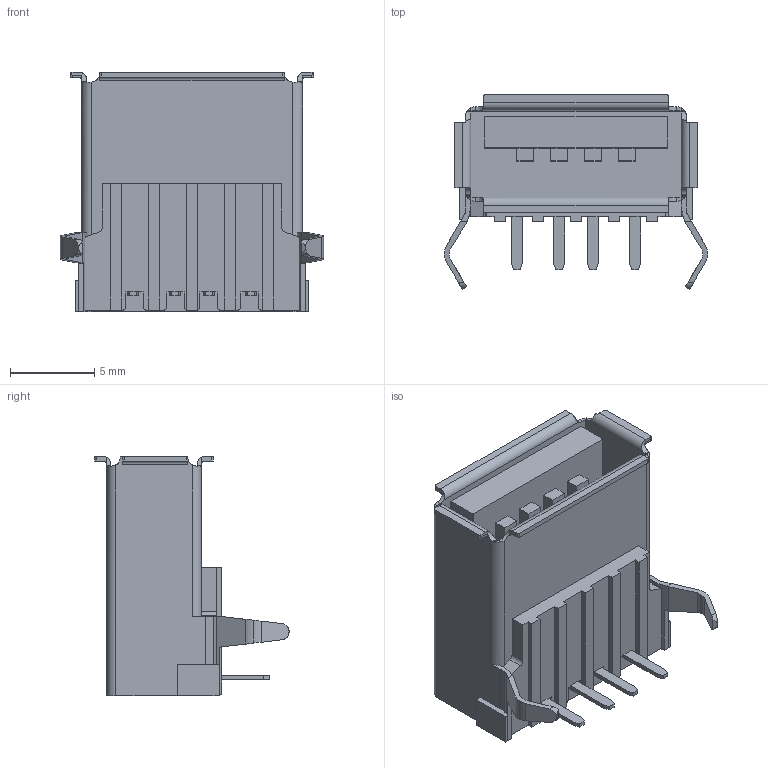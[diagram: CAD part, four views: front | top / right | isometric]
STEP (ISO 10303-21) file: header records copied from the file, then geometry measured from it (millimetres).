
FILE_DESCRIPTION(('STEP AP214'),'1');
FILE_NAME('usb_a-usbsa.stp','2020-03-14T03:37:34',('TraceParts'),('TraceParts S.A.'),'Spatial InterOp 3D',' ',' ');
FILE_SCHEMA(('AUTOMOTIVE_DESIGN { 1 0 10303 214 1 1 1 1 }'));
Length unit declared in the file: millimetre
Products named in the file (1): usb_a-usbsa
Bounding box: 15.6 x 11.5 x 14.2 mm (x, y, z)
Volume: 557.1 mm3; surface area: 1727.1 mm2
Topology: 1 solids, 1 shells, 281 faces, 832 edges, 554 vertices
Faces by surface type: plane 199, cylinder 82
Entity records: 11810 total; most frequent: CARTESIAN_POINT 1878, ORIENTED_EDGE 1664, DIRECTION 1562, EDGE_CURVE 832, LINE 626, VECTOR 626, VERTEX_POINT 554, AXIS2_PLACEMENT_3D 468
